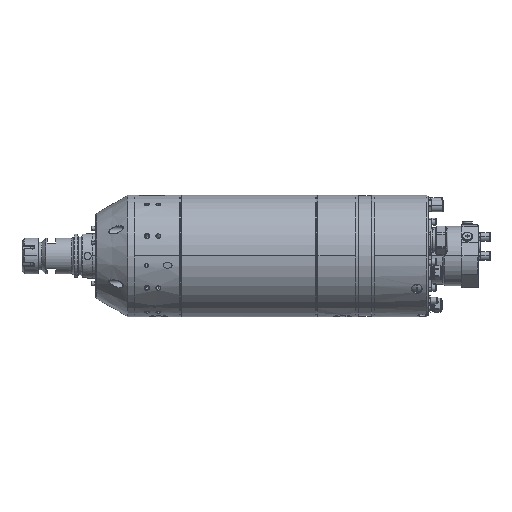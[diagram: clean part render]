
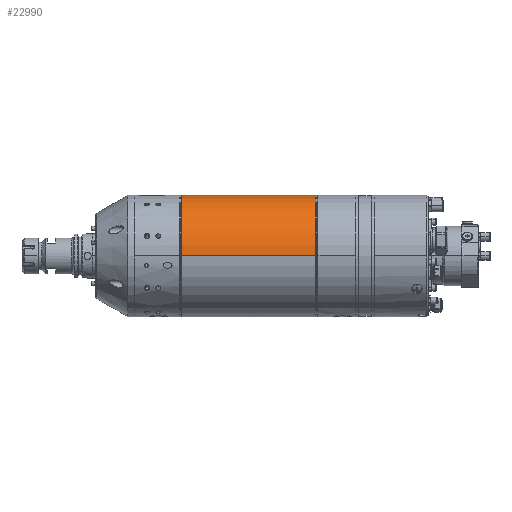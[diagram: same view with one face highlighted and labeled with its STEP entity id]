
A CAD part, top view. The second image highlights one B-rep face of the part: STEP entity #22990.
In plain terms, the highlighted cylindrical face has radius 85 mm (diameter 170 mm), a partial arc.
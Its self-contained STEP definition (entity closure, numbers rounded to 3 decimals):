
#6030 = CARTESIAN_POINT ( 'NONE',  ( 368., 0., 85. ) ) ;
#6070 = LINE ( 'NONE', #6030, #6466 ) ;
#6291 = CARTESIAN_POINT ( 'NONE',  ( 312.8, 0., -85. ) ) ;
#6464 = DIRECTION ( 'NONE',  ( 1., 0., 0. ) ) ;
#6465 = DIRECTION ( 'NONE',  ( 0., 0., -1. ) ) ;
#6466 = VECTOR ( 'NONE', #6464, 1000. ) ;
#6469 = DIRECTION ( 'NONE',  ( 1., 0., 0. ) ) ;
#6470 = CARTESIAN_POINT ( 'NONE',  ( 368., 0., 0. ) ) ;
#6477 = FACE_OUTER_BOUND ( 'NONE', #23050, .T. ) ;
#6478 = CARTESIAN_POINT ( 'NONE',  ( 312.8, 0., 85. ) ) ;
#6480 = AXIS2_PLACEMENT_3D ( 'NONE', #6470, #6469, #6465 ) ;
#6483 = CYLINDRICAL_SURFACE ( 'NONE', #6480, 85. ) ;
#6576 = DIRECTION ( 'NONE',  ( 1., 0., 0. ) ) ;
#6577 = VECTOR ( 'NONE', #6576, 1000. ) ;
#6578 = CARTESIAN_POINT ( 'NONE',  ( 368., 0., -85. ) ) ;
#6582 = DIRECTION ( 'NONE',  ( 0., 0., 1. ) ) ;
#6583 = DIRECTION ( 'NONE',  ( -1., 0., 0. ) ) ;
#6584 = CARTESIAN_POINT ( 'NONE',  ( 312.8, 0., 0. ) ) ;
#6585 = AXIS2_PLACEMENT_3D ( 'NONE', #6584, #6583, #6582 ) ;
#6586 = CIRCLE ( 'NONE', #6585, 85. ) ;
#6587 = LINE ( 'NONE', #6578, #6577 ) ;
#6589 = DIRECTION ( 'NONE',  ( 0., 0., 1. ) ) ;
#6590 = DIRECTION ( 'NONE',  ( -1., 0., 0. ) ) ;
#6591 = CARTESIAN_POINT ( 'NONE',  ( 124.8, 0., 0. ) ) ;
#6592 = AXIS2_PLACEMENT_3D ( 'NONE', #6591, #6590, #6589 ) ;
#6593 = CIRCLE ( 'NONE', #6592, 85. ) ;
#6659 = CARTESIAN_POINT ( 'NONE',  ( 124.8, 0., -85. ) ) ;
#6745 = CARTESIAN_POINT ( 'NONE',  ( 124.8, 0., 85. ) ) ;
#22989 = VERTEX_POINT ( 'NONE', #6478 ) ;
#22990 = ADVANCED_FACE ( 'NONE', ( #6477 ), #6483, .T. ) ;
#22991 = VERTEX_POINT ( 'NONE', #6291 ) ;
#22993 = EDGE_CURVE ( 'NONE', #23020, #22989, #6070, .T. ) ;
#23010 = ORIENTED_EDGE ( 'NONE', *, *, #23066, .T. ) ;
#23020 = VERTEX_POINT ( 'NONE', #6745 ) ;
#23046 = ORIENTED_EDGE ( 'NONE', *, *, #23064, .F. ) ;
#23050 = EDGE_LOOP ( 'NONE', ( #23046, #23065, #23010, #23067 ) ) ;
#23054 = VERTEX_POINT ( 'NONE', #6659 ) ;
#23064 = EDGE_CURVE ( 'NONE', #23020, #23054, #6593, .T. ) ;
#23065 = ORIENTED_EDGE ( 'NONE', *, *, #22993, .T. ) ;
#23066 = EDGE_CURVE ( 'NONE', #22989, #22991, #6586, .T. ) ;
#23067 = ORIENTED_EDGE ( 'NONE', *, *, #23068, .F. ) ;
#23068 = EDGE_CURVE ( 'NONE', #23054, #22991, #6587, .T. ) ;
